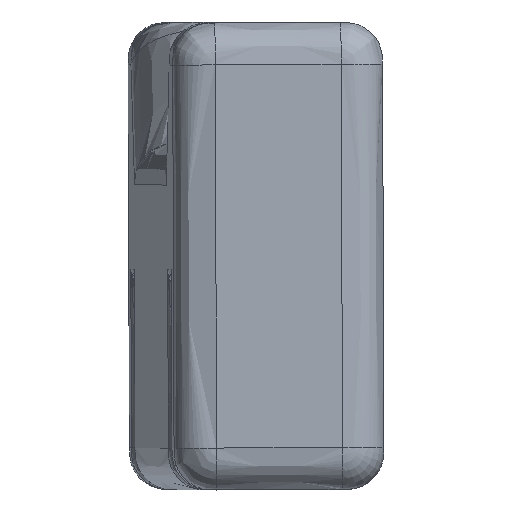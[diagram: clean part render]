
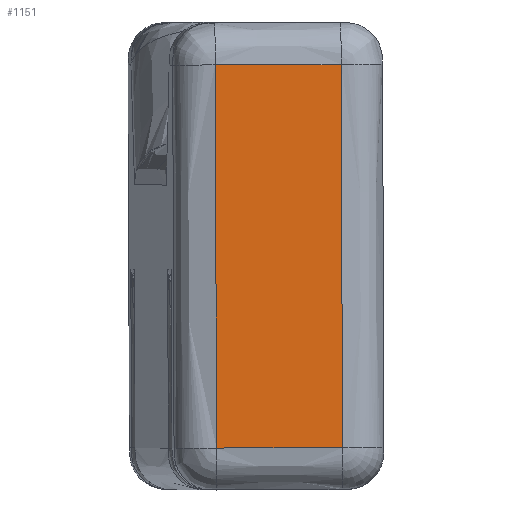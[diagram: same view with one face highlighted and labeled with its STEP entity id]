
A CAD part, left-side view. The second image highlights one B-rep face of the part: STEP entity #1151.
In plain terms, the highlighted planar face has unit normal (-1, -0.013, 0).
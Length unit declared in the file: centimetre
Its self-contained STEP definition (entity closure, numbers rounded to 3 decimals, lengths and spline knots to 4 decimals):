
#30=PLANE('',#1183);
#91=FACE_OUTER_BOUND('',#167,.T.);
#167=EDGE_LOOP('',(#952,#953,#954,#955));
#252=LINE('',#5099,#334);
#254=LINE('',#5159,#336);
#255=LINE('',#5334,#337);
#257=LINE('',#5517,#339);
#334=VECTOR('',#1276,1.);
#336=VECTOR('',#1278,1.);
#337=VECTOR('',#1279,1.);
#339=VECTOR('',#1281,1.);
#516=VERTEX_POINT('',#5089);
#517=VERTEX_POINT('',#5098);
#519=VERTEX_POINT('',#5142);
#521=VERTEX_POINT('',#5333);
#657=EDGE_CURVE('',#516,#517,#252,.T.);
#662=EDGE_CURVE('',#517,#519,#254,.T.);
#665=EDGE_CURVE('',#519,#521,#255,.T.);
#670=EDGE_CURVE('',#521,#516,#257,.T.);
#952=ORIENTED_EDGE('',*,*,#657,.F.);
#953=ORIENTED_EDGE('',*,*,#670,.F.);
#954=ORIENTED_EDGE('',*,*,#665,.F.);
#955=ORIENTED_EDGE('',*,*,#662,.F.);
#1151=ADVANCED_FACE('',(#91),#30,.F.);
#1183=AXIS2_PLACEMENT_3D('',#5903,#1286,#1287);
#1276=DIRECTION('',(-0.013,1.,-0.004));
#1278=DIRECTION('',(0.,0.004,1.));
#1279=DIRECTION('',(0.013,-1.,0.004));
#1281=DIRECTION('',(0.,-0.004,-1.));
#1286=DIRECTION('center_axis',(1.,0.013,0.));
#1287=DIRECTION('ref_axis',(0.,-0.004,-1.));
#5089=CARTESIAN_POINT('',(-8.2828,96.2084,-0.9197));
#5098=CARTESIAN_POINT('',(-8.2908,96.8083,-0.9218));
#5099=CARTESIAN_POINT('',(-8.2868,96.5083,-0.9207));
#5142=CARTESIAN_POINT('',(-8.2911,96.8148,0.9032));
#5159=CARTESIAN_POINT('',(-8.2909,96.8115,-0.0093));
#5333=CARTESIAN_POINT('',(-8.2831,96.2149,0.9053));
#5334=CARTESIAN_POINT('',(-8.2871,96.5148,0.9043));
#5517=CARTESIAN_POINT('',(-8.283,96.2116,-0.0072));
#5903=CARTESIAN_POINT('Origin',(-8.2869,96.5116,-0.0082));
